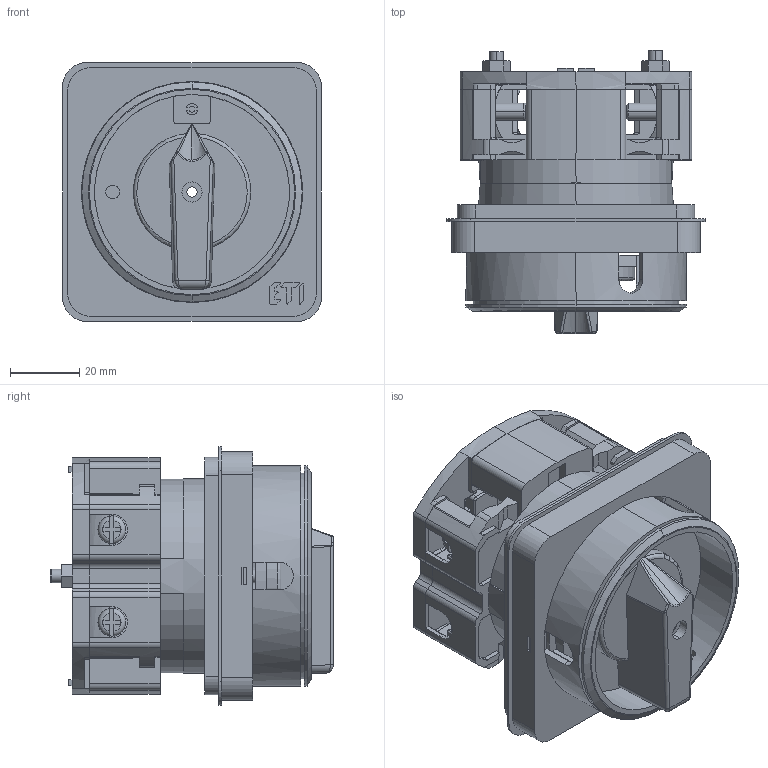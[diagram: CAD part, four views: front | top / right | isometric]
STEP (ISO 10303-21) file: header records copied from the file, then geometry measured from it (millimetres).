
FILE_DESCRIPTION((''),'2;1');
FILE_NAME('BS40_90LK_ASM','2021-12-07T',('marketing.praksa'),('Audax d.o.o.'),'CREO PARAMETRIC BY PTC INC, 2017480','CREO PARAMETRIC BY PTC INC, 2017480','');
FILE_SCHEMA(('AUTOMOTIVE_DESIGN { 1 0 10303 214 1 1 1 1 }'));
Products named in the file (22): CVRST2_2-2_M6X12_2-1-SOLID1; CVRST1_2-1_M6X12_2-1-SOLID1; MATICA_M4_2-1-SOLID1; CVRST2_2-3_PODLOSKA_63_2-1-SOLI; MATICA_M4_2-2-SOLID1; ZAVRTKA_2-1-SOLID1; CVRST2_2-3_M6X12_2-1-SOLID1; KOMPLET_BS40_BRAVA_LK_TONI-6867; KUKZVEZ_2-1-SOLID1; KOMPLET_BS40_BRAVA_LK_TONI-6877; KAPAK63_2-1-SOLID1; ZAPTIVKA_CELA_2-1-SOLID1; CVRST2_2-1_PODLOSKA_63_2-1-SOLI; CVRST2_2-2_PODLOSKA_63_2-1-SOLI; KUKISTE63_2-1-SOLID1; CVRST2_2-1_M6X12_2-1-SOLID1; ZAVRTKA_2-2-SOLID1; KAPZVEZ_4-1-SOLID1; KOMPLET_BS40_BRAVA_LK_TONI-6887; CVRST1_2-1_PODLOSKA_63_2-1-SOLI; PRT9567; BS40_90LK_ASM
Assembly tree (21 placements, depth 2):
  BS40_90LK_ASM
    CVRST2_2-2_M6X12_2-1-SOLID1
    CVRST1_2-1_M6X12_2-1-SOLID1
    MATICA_M4_2-1-SOLID1
    CVRST2_2-3_PODLOSKA_63_2-1-SOLI
    MATICA_M4_2-2-SOLID1
    ZAVRTKA_2-1-SOLID1
    CVRST2_2-3_M6X12_2-1-SOLID1
    KOMPLET_BS40_BRAVA_LK_TONI-6867
    KUKZVEZ_2-1-SOLID1
    KOMPLET_BS40_BRAVA_LK_TONI-6877
    KAPAK63_2-1-SOLID1
    ZAPTIVKA_CELA_2-1-SOLID1
    CVRST2_2-1_PODLOSKA_63_2-1-SOLI
    CVRST2_2-2_PODLOSKA_63_2-1-SOLI
    KUKISTE63_2-1-SOLID1
    CVRST2_2-1_M6X12_2-1-SOLID1
    ZAVRTKA_2-2-SOLID1
    KAPZVEZ_4-1-SOLID1
    KOMPLET_BS40_BRAVA_LK_TONI-6887
    CVRST1_2-1_PODLOSKA_63_2-1-SOLI
    PRT9567
Bounding box: 75 x 82.02 x 75 mm (x, y, z)
Volume: 126042.8 mm3; surface area: 123803.1 mm2
Topology: 23 solids, 23 shells, 2572 faces, 7080 edges, 4653 vertices
Faces by surface type: plane 1297, cylinder 1106, torus 95, bspline 37, cone 34, sphere 3
Entity records: 125514 total; most frequent: CARTESIAN_POINT 17643, DIRECTION 14254, ORIENTED_EDGE 14148, PRESENTATION_STYLE_ASSIGNMENT 9669, STYLED_ITEM 9669, CURVE_STYLE 7074, EDGE_CURVE 7074, AXIS2_PLACEMENT_3D 4967
